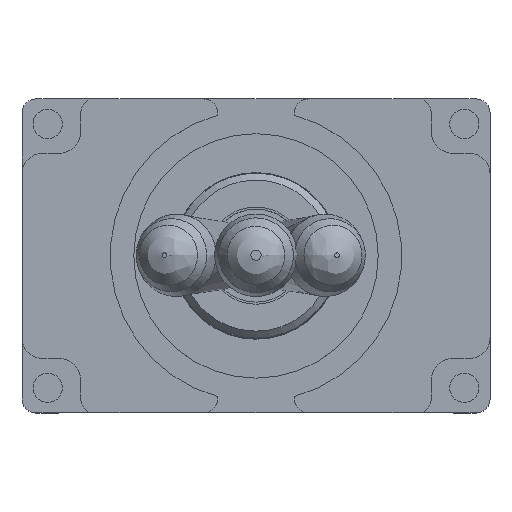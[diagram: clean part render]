
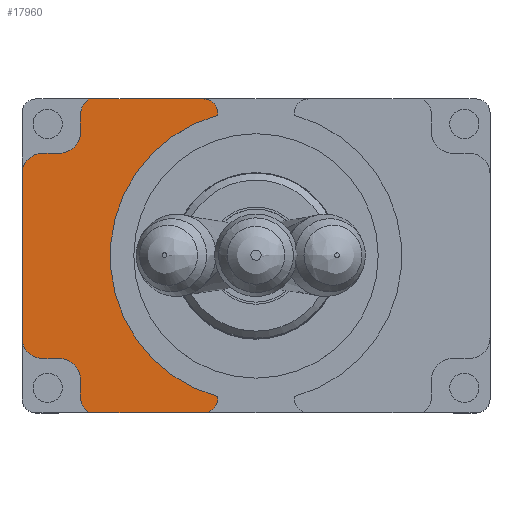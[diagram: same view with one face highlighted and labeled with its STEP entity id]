
A CAD part, top view. The second image highlights one B-rep face of the part: STEP entity #17960.
In plain terms, the highlighted face is planar.
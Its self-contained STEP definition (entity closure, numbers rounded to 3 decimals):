
#357=PLANE('',#25385);
#1157=CIRCLE('',#25386,1.5);
#1158=CIRCLE('',#25387,1.5);
#1159=CIRCLE('',#25388,1.5);
#1160=CIRCLE('',#25389,1.5);
#1161=CIRCLE('',#25390,1.5);
#1162=CIRCLE('',#25391,1.5);
#1163=CIRCLE('',#25392,1.);
#1164=CIRCLE('',#25393,10.5);
#1165=CIRCLE('',#25394,1.);
#1430=LINE('',#47679,#2598);
#1436=LINE('',#47692,#2604);
#1454=LINE('',#47724,#2622);
#1461=LINE('',#47757,#2629);
#1462=LINE('',#47761,#2630);
#1463=LINE('',#47766,#2631);
#1464=LINE('',#47770,#2632);
#2598=VECTOR('',#26686,1000.);
#2604=VECTOR('',#26694,1000.);
#2622=VECTOR('',#26716,1000.);
#2629=VECTOR('',#26757,1000.);
#2630=VECTOR('',#26760,1000.);
#2631=VECTOR('',#26765,1000.);
#2632=VECTOR('',#26768,1000.);
#5338=ORIENTED_EDGE('',*,*,#10672,.F.);
#5339=ORIENTED_EDGE('',*,*,#10673,.F.);
#5340=ORIENTED_EDGE('',*,*,#10674,.F.);
#5341=ORIENTED_EDGE('',*,*,#10675,.F.);
#5342=ORIENTED_EDGE('',*,*,#10676,.F.);
#5343=ORIENTED_EDGE('',*,*,#10632,.F.);
#5344=ORIENTED_EDGE('',*,*,#10677,.F.);
#5345=ORIENTED_EDGE('',*,*,#10678,.F.);
#5346=ORIENTED_EDGE('',*,*,#10679,.F.);
#5347=ORIENTED_EDGE('',*,*,#10680,.F.);
#5348=ORIENTED_EDGE('',*,*,#10681,.F.);
#5349=ORIENTED_EDGE('',*,*,#10656,.F.);
#5350=ORIENTED_EDGE('',*,*,#10682,.F.);
#5351=ORIENTED_EDGE('',*,*,#10683,.F.);
#5352=ORIENTED_EDGE('',*,*,#10684,.F.);
#5353=ORIENTED_EDGE('',*,*,#10638,.F.);
#10632=EDGE_CURVE('',#13286,#13287,#1430,.T.);
#10638=EDGE_CURVE('',#13292,#13293,#1436,.T.);
#10656=EDGE_CURVE('',#13304,#13305,#1454,.T.);
#10672=EDGE_CURVE('',#13313,#13292,#1157,.T.);
#10673=EDGE_CURVE('',#13314,#13313,#1461,.T.);
#10674=EDGE_CURVE('',#13315,#13314,#1158,.T.);
#10675=EDGE_CURVE('',#13316,#13315,#1462,.T.);
#10676=EDGE_CURVE('',#13287,#13316,#1159,.T.);
#10677=EDGE_CURVE('',#13317,#13286,#1160,.T.);
#10678=EDGE_CURVE('',#13318,#13317,#1463,.T.);
#10679=EDGE_CURVE('',#13319,#13318,#1161,.T.);
#10680=EDGE_CURVE('',#13320,#13319,#1464,.T.);
#10681=EDGE_CURVE('',#13305,#13320,#1162,.T.);
#10682=EDGE_CURVE('',#13321,#13304,#1163,.T.);
#10683=EDGE_CURVE('',#13322,#13321,#1164,.T.);
#10684=EDGE_CURVE('',#13293,#13322,#1165,.T.);
#13286=VERTEX_POINT('',#47678);
#13287=VERTEX_POINT('',#47680);
#13292=VERTEX_POINT('',#47691);
#13293=VERTEX_POINT('',#47693);
#13304=VERTEX_POINT('',#47723);
#13305=VERTEX_POINT('',#47725);
#13313=VERTEX_POINT('',#47756);
#13314=VERTEX_POINT('',#47758);
#13315=VERTEX_POINT('',#47760);
#13316=VERTEX_POINT('',#47762);
#13317=VERTEX_POINT('',#47765);
#13318=VERTEX_POINT('',#47767);
#13319=VERTEX_POINT('',#47769);
#13320=VERTEX_POINT('',#47771);
#13321=VERTEX_POINT('',#47774);
#13322=VERTEX_POINT('',#47776);
#15118=EDGE_LOOP('',(#5338,#5339,#5340,#5341,#5342,#5343,#5344,#5345,#5346,
#5347,#5348,#5349,#5350,#5351,#5352,#5353));
#16482=FACE_BOUND('',#15118,.T.);
#17960=ADVANCED_FACE('',(#16482),#357,.F.);
#25385=AXIS2_PLACEMENT_3D('',#47754,#26753,#26754);
#25386=AXIS2_PLACEMENT_3D('',#47755,#26755,#26756);
#25387=AXIS2_PLACEMENT_3D('',#47759,#26758,#26759);
#25388=AXIS2_PLACEMENT_3D('',#47763,#26761,#26762);
#25389=AXIS2_PLACEMENT_3D('',#47764,#26763,#26764);
#25390=AXIS2_PLACEMENT_3D('',#47768,#26766,#26767);
#25391=AXIS2_PLACEMENT_3D('',#47772,#26769,#26770);
#25392=AXIS2_PLACEMENT_3D('',#47773,#26771,#26772);
#25393=AXIS2_PLACEMENT_3D('',#47775,#26773,#26774);
#25394=AXIS2_PLACEMENT_3D('',#47777,#26775,#26776);
#26686=DIRECTION('',(0.,0.,-1.));
#26694=DIRECTION('',(1.,0.,0.));
#26716=DIRECTION('',(-1.,0.,0.));
#26753=DIRECTION('',(0.,-1.,0.));
#26754=DIRECTION('',(0.,0.,-1.));
#26755=DIRECTION('',(0.,-1.,0.));
#26756=DIRECTION('',(1.,0.,0.));
#26757=DIRECTION('',(0.,0.,-1.));
#26758=DIRECTION('',(0.,1.,0.));
#26759=DIRECTION('',(-1.,0.,0.));
#26760=DIRECTION('',(1.,0.,0.));
#26761=DIRECTION('',(0.,-1.,0.));
#26762=DIRECTION('',(1.,0.,0.));
#26763=DIRECTION('',(0.,-1.,0.));
#26764=DIRECTION('',(1.,0.,0.));
#26765=DIRECTION('',(-1.,0.,0.));
#26766=DIRECTION('',(0.,1.,0.));
#26767=DIRECTION('',(-1.,0.,0.));
#26768=DIRECTION('',(0.,0.,-1.));
#26769=DIRECTION('',(0.,-1.,0.));
#26770=DIRECTION('',(1.,0.,0.));
#26771=DIRECTION('',(0.,-1.,0.));
#26772=DIRECTION('',(-1.,0.,0.));
#26773=DIRECTION('',(0.,1.,0.));
#26774=DIRECTION('',(1.,0.,0.));
#26775=DIRECTION('',(0.,-1.,0.));
#26776=DIRECTION('',(-1.,0.,0.));
#47678=CARTESIAN_POINT('',(-16.85,1.6,5.895));
#47679=CARTESIAN_POINT('',(-16.85,1.6,5.895));
#47680=CARTESIAN_POINT('',(-16.85,1.6,-5.895));
#47691=CARTESIAN_POINT('',(-12.044,1.6,-11.3));
#47692=CARTESIAN_POINT('',(-12.044,1.6,-11.3));
#47693=CARTESIAN_POINT('',(-3.767,1.6,-11.3));
#47723=CARTESIAN_POINT('',(-3.767,1.6,11.3));
#47724=CARTESIAN_POINT('',(-3.767,1.6,11.3));
#47725=CARTESIAN_POINT('',(-12.044,1.6,11.3));
#47754=CARTESIAN_POINT('',(-11.15,1.6,-10.095));
#47755=CARTESIAN_POINT('',(-11.15,1.6,-10.095));
#47756=CARTESIAN_POINT('',(-12.65,1.6,-10.095));
#47757=CARTESIAN_POINT('',(-12.65,1.6,-8.895));
#47758=CARTESIAN_POINT('',(-12.65,1.6,-8.895));
#47759=CARTESIAN_POINT('',(-14.15,1.6,-8.895));
#47760=CARTESIAN_POINT('',(-14.15,1.6,-7.395));
#47761=CARTESIAN_POINT('',(-15.35,1.6,-7.395));
#47762=CARTESIAN_POINT('',(-15.35,1.6,-7.395));
#47763=CARTESIAN_POINT('',(-15.35,1.6,-5.895));
#47764=CARTESIAN_POINT('',(-15.35,1.6,5.895));
#47765=CARTESIAN_POINT('',(-15.35,1.6,7.395));
#47766=CARTESIAN_POINT('',(-15.35,1.6,7.395));
#47767=CARTESIAN_POINT('',(-14.15,1.6,7.395));
#47768=CARTESIAN_POINT('',(-14.15,1.6,8.895));
#47769=CARTESIAN_POINT('',(-12.65,1.6,8.895));
#47770=CARTESIAN_POINT('',(-12.65,1.6,8.895));
#47771=CARTESIAN_POINT('',(-12.65,1.6,10.095));
#47772=CARTESIAN_POINT('',(-11.15,1.6,10.095));
#47773=CARTESIAN_POINT('',(-3.767,1.6,10.3));
#47774=CARTESIAN_POINT('',(-2.782,1.6,10.125));
#47775=CARTESIAN_POINT('',(0.,1.6,0.));
#47776=CARTESIAN_POINT('',(-2.782,1.6,-10.125));
#47777=CARTESIAN_POINT('',(-3.767,1.6,-10.3));
